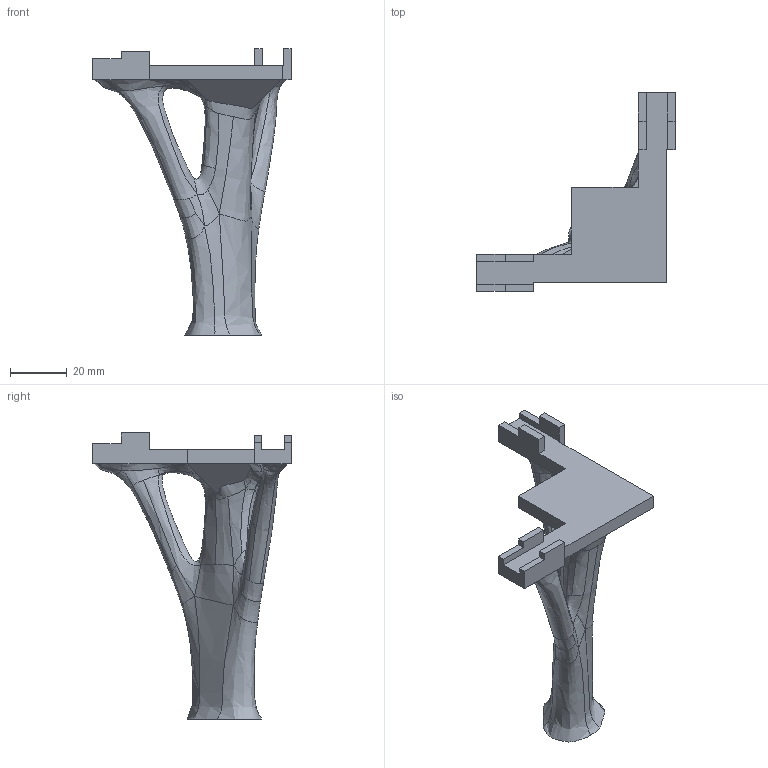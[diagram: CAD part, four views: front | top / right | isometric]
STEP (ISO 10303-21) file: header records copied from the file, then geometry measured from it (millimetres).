
FILE_DESCRIPTION(/* description */ ('STEP AP242','CAx-IF Rec.Pracs.---Representation and Presentation of Product Manufacturing Information (PMI)---4.0---2014-10-13','CAx-IF Rec.Pracs.---3D Tessellated Geometry---0.4---2014-09-14','2;1'),/* implementation_level */ '2;1');
FILE_NAME(/* name */ '66d5b93188e2e62abc309f4a',/* time_stamp */ '2024-09-02T13:10:10Z',/* author */ (''),/* organization */ (''),/* preprocessor_version */ 'ST-DEVELOPER v20',/* originating_system */ ' ',/* authorisation */ ' ');
FILE_SCHEMA (('AP242_MANAGED_MODEL_BASED_3D_ENGINEERING_MIM_LF { 1 0 10303 442 1 1 4 }'));
Length unit declared in the file: metre
Products named in the file (1): leg1short
Bounding box: 69.98 x 69.98 x 101 mm (x, y, z)
Volume: 45182.8 mm3; surface area: 14495.5 mm2
Topology: 1 solids, 1 shells, 117 faces, 298 edges, 179 vertices
Faces by surface type: bspline 74, plane 43
Entity records: 16251 total; most frequent: CARTESIAN_POINT 14039, ORIENTED_EDGE 596, EDGE_CURVE 298, DIRECTION 196, B_SPLINE_CURVE_WITH_KNOTS 191, VERTEX_POINT 179, EDGE_LOOP 117, FACE_BOUND 117
